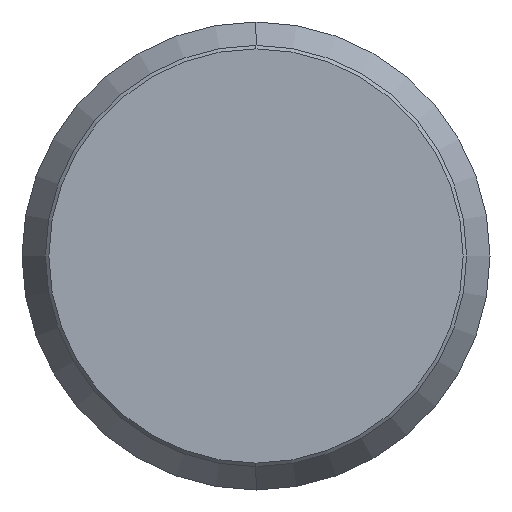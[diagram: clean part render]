
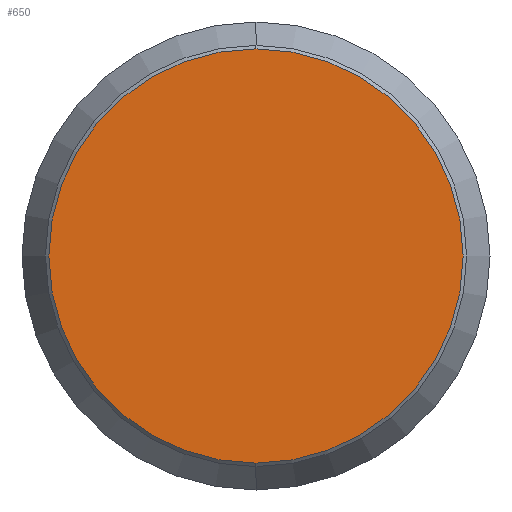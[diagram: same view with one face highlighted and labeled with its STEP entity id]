
A CAD part, left-side view. The second image highlights one B-rep face of the part: STEP entity #650.
In plain terms, the highlighted planar face has unit normal (-1, 0, 0).
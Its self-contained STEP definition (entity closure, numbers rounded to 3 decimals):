
#126 = CARTESIAN_POINT ( 'NONE',  ( 0., 0., 0. ) ) ;
#141 = AXIS2_PLACEMENT_3D ( 'NONE', #305, #858, #649 ) ;
#144 = VERTEX_POINT ( 'NONE', #669 ) ;
#224 = EDGE_CURVE ( 'NONE', #144, #652, #820, .T. ) ;
#303 = FACE_OUTER_BOUND ( 'NONE', #817, .T. ) ;
#305 = CARTESIAN_POINT ( 'NONE',  ( 0., 0., 0. ) ) ;
#368 = AXIS2_PLACEMENT_3D ( 'NONE', #814, #888, #541 ) ;
#374 = ORIENTED_EDGE ( 'NONE', *, *, #224, .T. ) ;
#409 = PLANE ( 'NONE',  #368 ) ;
#411 = DIRECTION ( 'NONE',  ( 0., 0., 1. ) ) ;
#424 = CARTESIAN_POINT ( 'NONE',  ( 0., 0., 17.7 ) ) ;
#519 = AXIS2_PLACEMENT_3D ( 'NONE', #126, #885, #411 ) ;
#541 = DIRECTION ( 'NONE',  ( 0., 0., -1. ) ) ;
#545 = EDGE_CURVE ( 'NONE', #652, #144, #661, .T. ) ;
#649 = DIRECTION ( 'NONE',  ( 0., 0., 1. ) ) ;
#650 = ADVANCED_FACE ( 'NONE', ( #303 ), #409, .F. ) ;
#652 = VERTEX_POINT ( 'NONE', #424 ) ;
#661 = CIRCLE ( 'NONE', #141, 17.7 ) ;
#669 = CARTESIAN_POINT ( 'NONE',  ( 0., 0., -17.7 ) ) ;
#780 = ORIENTED_EDGE ( 'NONE', *, *, #545, .T. ) ;
#814 = CARTESIAN_POINT ( 'NONE',  ( 0., 0., 0. ) ) ;
#817 = EDGE_LOOP ( 'NONE', ( #374, #780 ) ) ;
#820 = CIRCLE ( 'NONE', #519, 17.7 ) ;
#858 = DIRECTION ( 'NONE',  ( -1., 0., 0. ) ) ;
#885 = DIRECTION ( 'NONE',  ( -1., 0., 0. ) ) ;
#888 = DIRECTION ( 'NONE',  ( 1., 0., 0. ) ) ;
